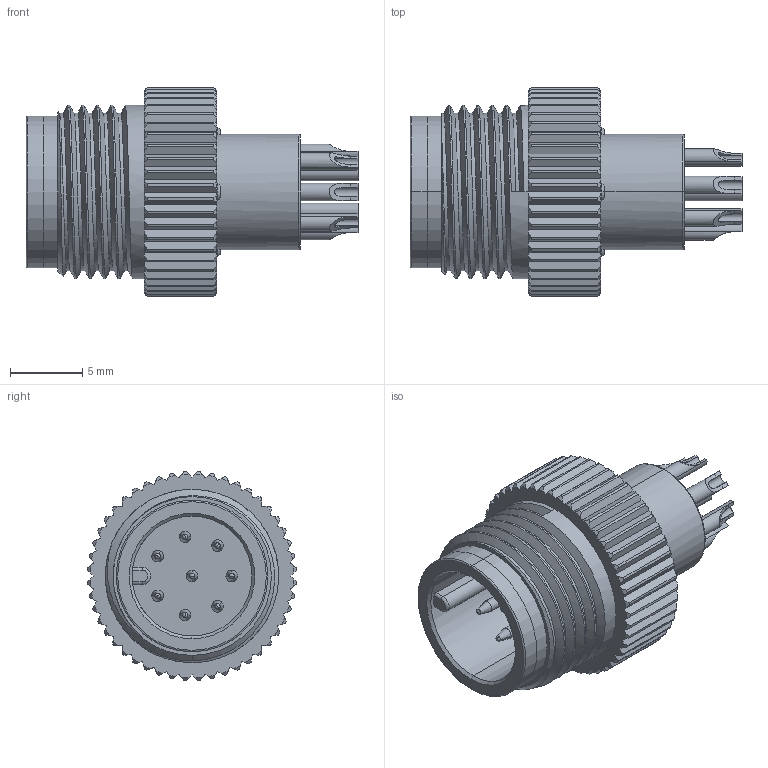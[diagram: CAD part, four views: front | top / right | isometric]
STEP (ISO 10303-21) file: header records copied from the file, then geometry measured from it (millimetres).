
FILE_DESCRIPTION (( 'STEP AP203' ), '1' );
FILE_NAME ('50-00976.STEP', '2020-10-15T16:07:50', ( '' ), ( '' ), 'SwSTEP 2.0', 'SolidWorks 2015', '' );
FILE_SCHEMA (( 'CONFIG_CONTROL_DESIGN' ));
Length unit declared in the file: millimetre
Products named in the file (4): 50-00976-02___; 50-00976; 50-00976-03___; 50-00976-01___
Assembly tree (10 placements, depth 2):
  50-00976
    50-00976-01___
    50-00976-02___
    50-00976-03___  x8
Bounding box: 23 x 14.48 x 14.48 mm (x, y, z)
Volume: 1392.8 mm3; surface area: 3015.7 mm2
Topology: 10 solids, 10 shells, 699 faces, 1792 edges, 1143 vertices
Faces by surface type: plane 239, cylinder 234, cone 154, torus 53, sphere 16, bspline 3
Entity records: 16711 total; most frequent: CARTESIAN_POINT 4304, ORIENTED_EDGE 2572, DIRECTION 2400, EDGE_CURVE 1286, AXIS2_PLACEMENT_3D 879, VERTEX_POINT 849, VECTOR 642, LINE 642
